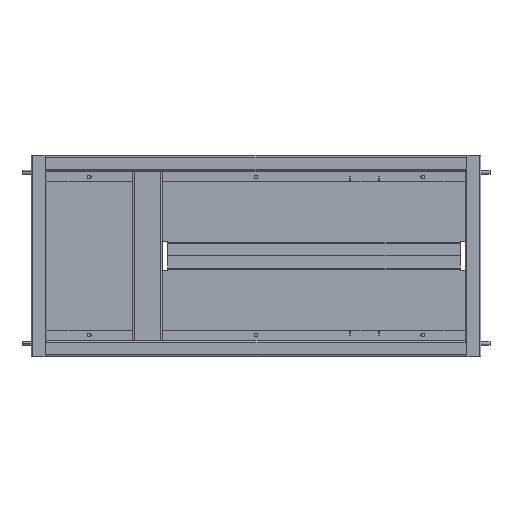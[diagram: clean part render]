
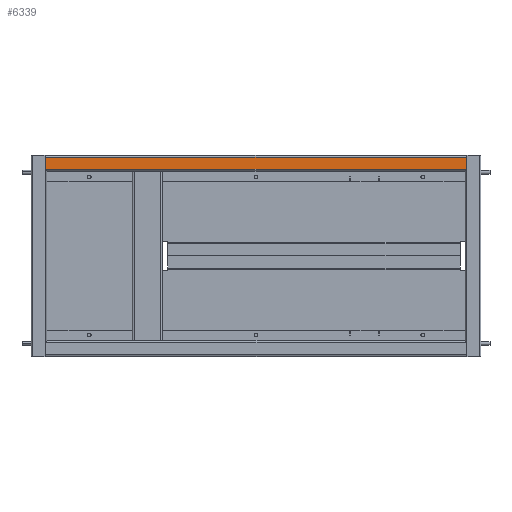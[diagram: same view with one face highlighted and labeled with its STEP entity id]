
A CAD part, front view. The second image highlights one B-rep face of the part: STEP entity #6339.
In plain terms, the highlighted planar face has unit normal (0, -1, 0).
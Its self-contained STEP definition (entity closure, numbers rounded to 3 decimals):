
#226 = VECTOR ( 'NONE', #5950, 1000. ) ;
#276 = CARTESIAN_POINT ( 'NONE',  ( 22.5, 0., 359. ) ) ;
#301 = ORIENTED_EDGE ( 'NONE', *, *, #8007, .T. ) ;
#374 = LINE ( 'NONE', #1151, #4925 ) ;
#456 = LINE ( 'NONE', #4817, #5440 ) ;
#732 = DIRECTION ( 'NONE',  ( 0., 0., -1. ) ) ;
#739 = LINE ( 'NONE', #6761, #906 ) ;
#782 = CARTESIAN_POINT ( 'NONE',  ( 22.5, 0., -360. ) ) ;
#829 = PLANE ( 'NONE',  #2271 ) ;
#906 = VECTOR ( 'NONE', #5463, 1000. ) ;
#1151 = CARTESIAN_POINT ( 'NONE',  ( 22.5, 0., -360. ) ) ;
#1873 = ORIENTED_EDGE ( 'NONE', *, *, #5264, .T. ) ;
#2038 = ORIENTED_EDGE ( 'NONE', *, *, #7898, .F. ) ;
#2130 = FACE_OUTER_BOUND ( 'NONE', #7699, .T. ) ;
#2166 = DIRECTION ( 'NONE',  ( 0., 0., -1. ) ) ;
#2271 = AXIS2_PLACEMENT_3D ( 'NONE', #6149, #4130, #4908 ) ;
#2445 = CARTESIAN_POINT ( 'NONE',  ( 22.5, 0., -359. ) ) ;
#2451 = VERTEX_POINT ( 'NONE', #7689 ) ;
#2588 = ORIENTED_EDGE ( 'NONE', *, *, #7216, .F. ) ;
#3307 = CARTESIAN_POINT ( 'NONE',  ( 22.5, 0., -336. ) ) ;
#3465 = CARTESIAN_POINT ( 'NONE',  ( 2.5, 0., -359. ) ) ;
#3701 = DIRECTION ( 'NONE',  ( 0., 0., -1. ) ) ;
#3893 = ORIENTED_EDGE ( 'NONE', *, *, #7359, .F. ) ;
#3989 = LINE ( 'NONE', #782, #8342 ) ;
#4130 = DIRECTION ( 'NONE',  ( 0., -1., 0. ) ) ;
#4504 = VERTEX_POINT ( 'NONE', #3465 ) ;
#4817 = CARTESIAN_POINT ( 'NONE',  ( 2.5, 0., 360. ) ) ;
#4908 = DIRECTION ( 'NONE',  ( 0., 0., -1. ) ) ;
#4925 = VECTOR ( 'NONE', #3701, 1000. ) ;
#5111 = EDGE_CURVE ( 'NONE', #6814, #5516, #3989, .T. ) ;
#5264 = EDGE_CURVE ( 'NONE', #6640, #4504, #456, .T. ) ;
#5440 = VECTOR ( 'NONE', #2166, 1000. ) ;
#5463 = DIRECTION ( 'NONE',  ( 1., 0., 0. ) ) ;
#5516 = VERTEX_POINT ( 'NONE', #6638 ) ;
#5950 = DIRECTION ( 'NONE',  ( 0., 0., 1. ) ) ;
#6024 = DIRECTION ( 'NONE',  ( -1., 0., 0. ) ) ;
#6149 = CARTESIAN_POINT ( 'NONE',  ( 0., 0., 0. ) ) ;
#6339 = ADVANCED_FACE ( 'NONE', ( #2130 ), #829, .T. ) ;
#6603 = VERTEX_POINT ( 'NONE', #2445 ) ;
#6636 = LINE ( 'NONE', #3307, #226 ) ;
#6638 = CARTESIAN_POINT ( 'NONE',  ( 22.5, 0., 336. ) ) ;
#6640 = VERTEX_POINT ( 'NONE', #7728 ) ;
#6665 = LINE ( 'NONE', #8151, #7966 ) ;
#6761 = CARTESIAN_POINT ( 'NONE',  ( 22.5, 0., 359. ) ) ;
#6814 = VERTEX_POINT ( 'NONE', #276 ) ;
#7216 = EDGE_CURVE ( 'NONE', #6640, #6814, #739, .T. ) ;
#7270 = ORIENTED_EDGE ( 'NONE', *, *, #5111, .F. ) ;
#7359 = EDGE_CURVE ( 'NONE', #6603, #4504, #6665, .T. ) ;
#7689 = CARTESIAN_POINT ( 'NONE',  ( 22.5, 0., -336. ) ) ;
#7699 = EDGE_LOOP ( 'NONE', ( #2588, #1873, #3893, #2038, #301, #7270 ) ) ;
#7728 = CARTESIAN_POINT ( 'NONE',  ( 2.5, 0., 359. ) ) ;
#7898 = EDGE_CURVE ( 'NONE', #2451, #6603, #374, .T. ) ;
#7966 = VECTOR ( 'NONE', #6024, 1000. ) ;
#8007 = EDGE_CURVE ( 'NONE', #2451, #5516, #6636, .T. ) ;
#8151 = CARTESIAN_POINT ( 'NONE',  ( 22.5, 0., -359. ) ) ;
#8342 = VECTOR ( 'NONE', #732, 1000. ) ;
